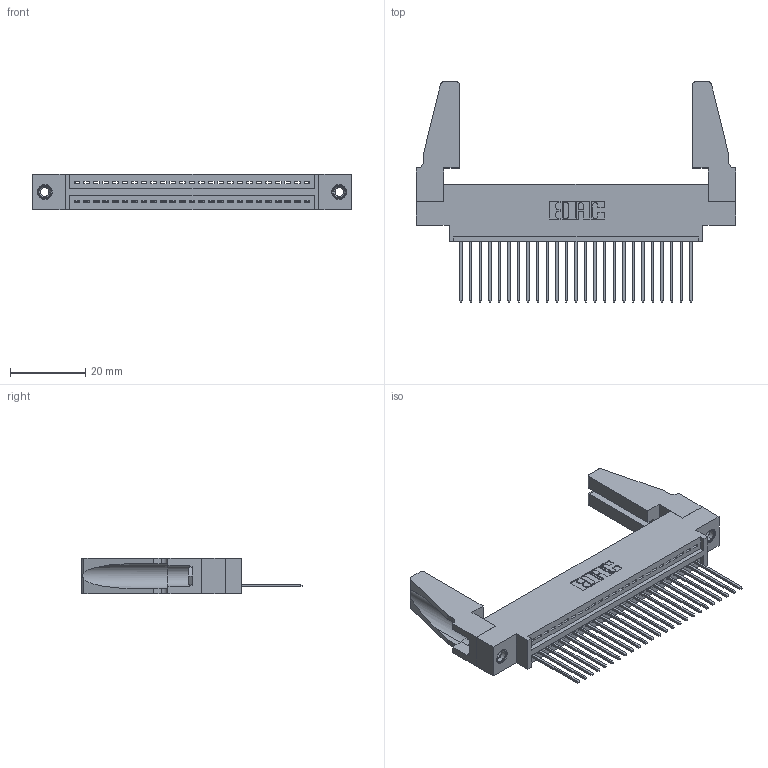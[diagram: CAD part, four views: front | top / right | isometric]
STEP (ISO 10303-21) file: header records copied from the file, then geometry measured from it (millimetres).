
FILE_DESCRIPTION (( 'STEP AP203' ), '1' );
FILE_NAME ('395-025-542-688.STEP', '2019-10-18T08:19:25', ( '' ), ( '' ), 'SwSTEP 2.0', 'SolidWorks 2016', '' );
FILE_SCHEMA (( 'CONFIG_CONTROL_DESIGN' ));
Length unit declared in the file: inch
Products named in the file (5): 395-025-542-688; 345-250-001_345-250-001-102; 345-220-078_345-220-088; 345-292-001_345-293-142; 345 Part_0.170 Offset - 0.156 Dia-TH
Assembly tree (30 placements, depth 2):
  395-025-542-688
    345 Part_0.170 Offset - 0.156 Dia-TH
    345-292-001_345-293-142  x25
    345-250-001_345-250-001-102  x2
    345-220-078_345-220-088  x2
Bounding box: 84.73 x 58.47 x 9.4 mm (x, y, z)
Volume: 11103.6 mm3; surface area: 13810 mm2
Topology: 30 solids, 30 shells, 1704 faces, 5067 edges, 3334 vertices
Faces by surface type: plane 1156, cylinder 532, cone 12, torus 4
Entity records: 23402 total; most frequent: CARTESIAN_POINT 4045, ORIENTED_EDGE 3964, DIRECTION 3564, EDGE_CURVE 1982, VECTOR 1708, LINE 1708, VERTEX_POINT 1314, AXIS2_PLACEMENT_3D 928
